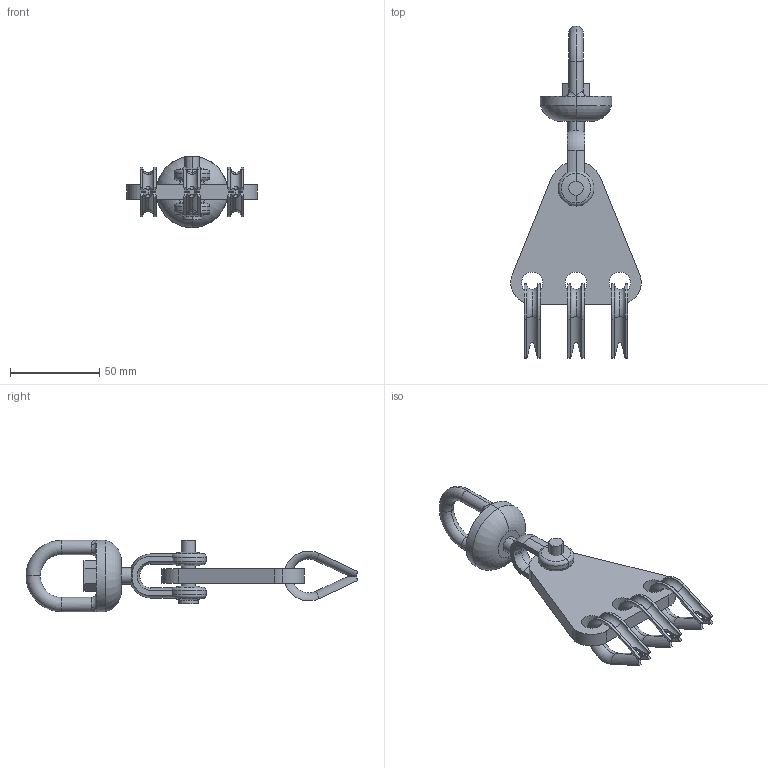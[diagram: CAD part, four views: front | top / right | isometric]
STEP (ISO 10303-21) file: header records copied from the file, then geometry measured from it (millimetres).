
FILE_DESCRIPTION (( 'STEP AP203' ), '1' );
FILE_NAME ('T41300.STEP', '2018-07-23T14:27:41', ( '' ), ( '' ), 'SwSTEP 2.0', 'SolidWorks 2016', '' );
FILE_SCHEMA (( 'CONFIG_CONTROL_DESIGN' ));
Length unit declared in the file: millimetre
Products named in the file (4): T38800; T41300; S1235; TH1040
Assembly tree (5 placements, depth 2):
  T41300
    TH1040
    T38800  x3
    S1235
Bounding box: 73.16 x 186.17 x 40 mm (x, y, z)
Volume: 63193.3 mm3; surface area: 28659 mm2
Topology: 8 solids, 8 shells, 186 faces, 451 edges, 277 vertices
Faces by surface type: plane 73, cylinder 64, torus 35, cone 10, bspline 4
Entity records: 4524 total; most frequent: CARTESIAN_POINT 1101, DIRECTION 673, ORIENTED_EDGE 598, EDGE_CURVE 299, AXIS2_PLACEMENT_3D 280, VERTEX_POINT 185, CIRCLE 150, EDGE_LOOP 136
